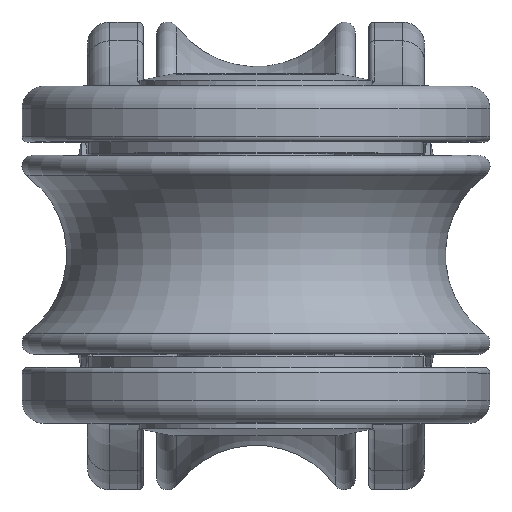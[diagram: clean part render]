
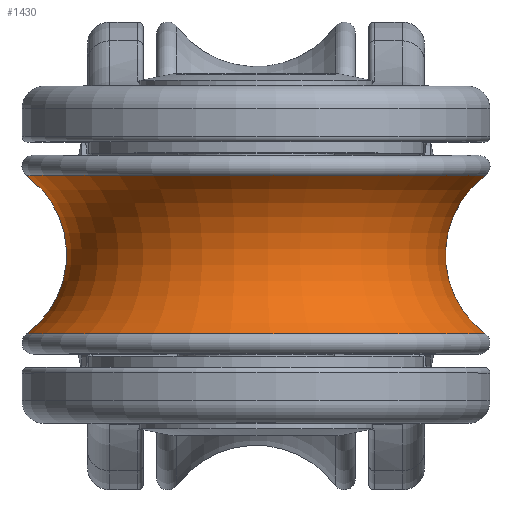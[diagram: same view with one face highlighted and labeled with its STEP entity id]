
A CAD part, top view. The second image highlights one B-rep face of the part: STEP entity #1430.
In plain terms, the highlighted toroidal (fillet/blend) face has major radius 25.801 mm and minor radius 8.801 mm.
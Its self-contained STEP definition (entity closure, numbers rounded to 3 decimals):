
#144=TOROIDAL_SURFACE('',#1660,25.801,8.801);
#208=FACE_BOUND('',#446,.T.);
#312=FACE_OUTER_BOUND('',#445,.T.);
#445=EDGE_LOOP('',(#1289));
#446=EDGE_LOOP('',(#1290));
#602=CIRCLE('',#1659,20.592);
#603=CIRCLE('',#1661,20.592);
#730=VERTEX_POINT('',#2877);
#731=VERTEX_POINT('',#2880);
#922=EDGE_CURVE('',#730,#730,#602,.T.);
#923=EDGE_CURVE('',#731,#731,#603,.T.);
#1289=ORIENTED_EDGE('',*,*,#923,.F.);
#1290=ORIENTED_EDGE('',*,*,#922,.T.);
#1430=ADVANCED_FACE('',(#312,#208),#144,.F.);
#1659=AXIS2_PLACEMENT_3D('',#2878,#2143,#2144);
#1660=AXIS2_PLACEMENT_3D('',#2879,#2145,#2146);
#1661=AXIS2_PLACEMENT_3D('',#2881,#2147,#2148);
#2143=DIRECTION('center_axis',(0.,-1.,0.));
#2144=DIRECTION('ref_axis',(0.998,0.,-0.061));
#2145=DIRECTION('center_axis',(0.,-1.,0.));
#2146=DIRECTION('ref_axis',(-0.061,0.,-0.998));
#2147=DIRECTION('center_axis',(0.,-1.,0.));
#2148=DIRECTION('ref_axis',(0.998,0.,-0.061));
#2877=CARTESIAN_POINT('',(20.554,7.094,30.251));
#2878=CARTESIAN_POINT('Origin',(0.,7.094,31.5));
#2879=CARTESIAN_POINT('Origin',(0.,0.,
31.5));
#2880=CARTESIAN_POINT('',(20.554,-7.094,30.251));
#2881=CARTESIAN_POINT('Origin',(0.,-7.094,31.5));
